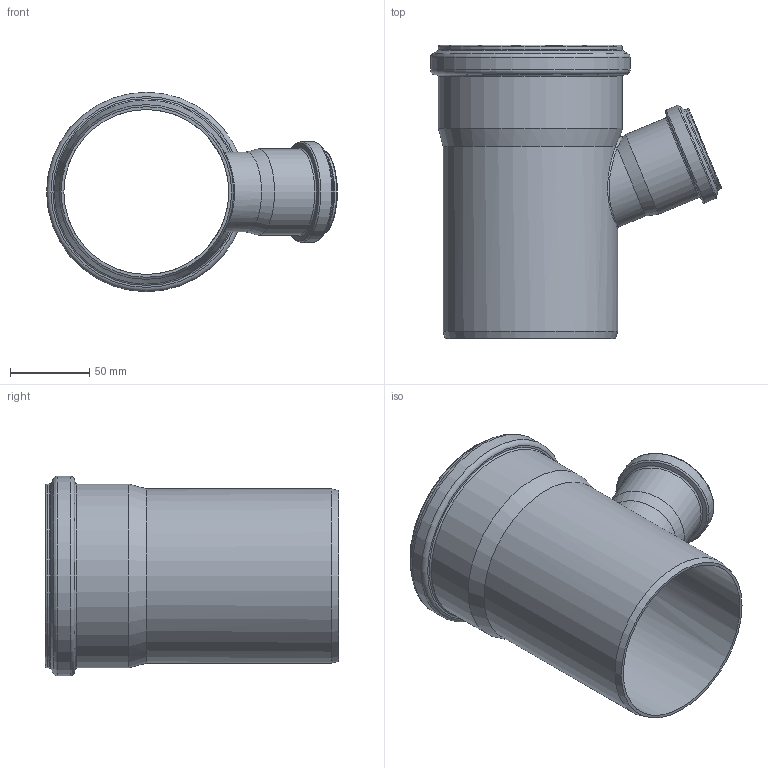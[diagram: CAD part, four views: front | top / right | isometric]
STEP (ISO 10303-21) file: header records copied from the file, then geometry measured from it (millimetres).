
FILE_DESCRIPTION(/* description */ (''),/* implementation_level */ '2;1');
FILE_NAME(/* name */ '175320 HTsafeEA DN_OD 110_50_67°.stp',/* time_stamp */ '2017-03-13T12:00:27+01:00',/* author */ ('user1'),/* organization */ (''),/* preprocessor_version */ 'ST-DEVELOPER v16.1',/* originating_system */ 'Autodesk Inventor 2016',/* authorisation */ '');
FILE_SCHEMA (('AUTOMOTIVE_DESIGN { 1 0 10303 214 3 1 1 }'));
Length unit declared in the file: millimetre
Products named in the file (1): 175320 HTsafeEA DN_OD 110_50_67°
Bounding box: 183.48 x 185 x 125.9 mm (x, y, z)
Volume: 202737 mm3; surface area: 153123.3 mm2
Topology: 1 solids, 1 shells, 56 faces, 118 edges, 64 vertices
Faces by surface type: torus 20, cylinder 17, cone 13, plane 4, bspline 2
Full cylindrical faces by diameter (mm): 46.1 x1, 50.8 x1, 51.1 x2, 54.4 x1, 54.7 x1, 60.3 x1, 63.5 x1, 104.1 x1, 110.1 x1, 110.9 x2, 116.1 x2, 121.1 x1, 125.9 x1
Entity records: 1621 total; most frequent: CARTESIAN_POINT 619, DIRECTION 216, ORIENTED_EDGE 130, EDGE_LOOP 109, AXIS2_PLACEMENT_3D 108, EDGE_CURVE 65, VERTEX_POINT 60, FACE_OUTER_BOUND 56
